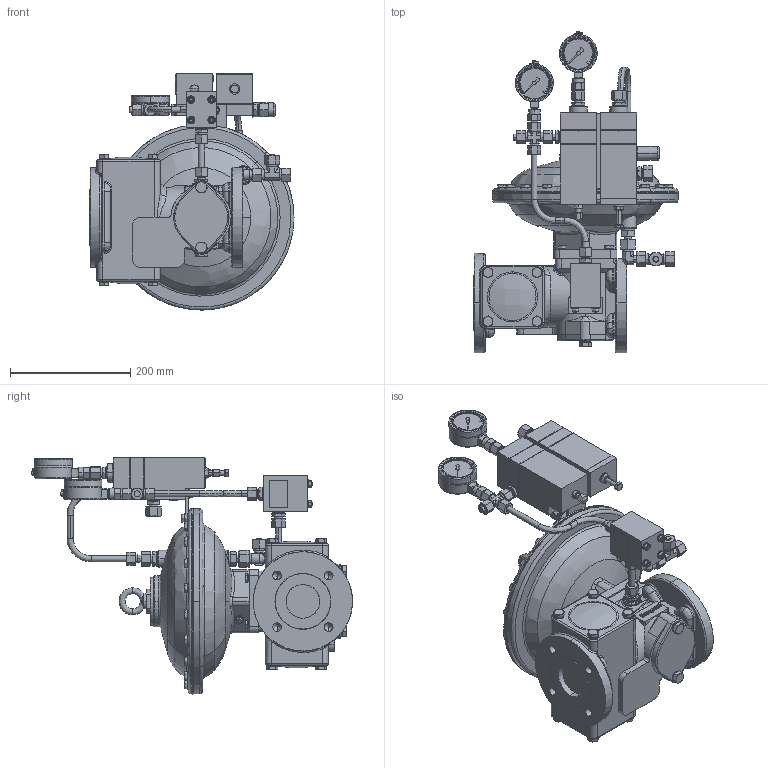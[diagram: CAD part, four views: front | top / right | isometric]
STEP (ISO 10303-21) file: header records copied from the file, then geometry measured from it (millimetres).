
FILE_DESCRIPTION (( 'STEP AP214' ), '1' );
FILE_NAME ('15066720-DN50-PN16-HON650-2-o-SAV.STEP', '2017-03-15T12:49:30', ( '' ), ( '' ), 'SwSTEP 2.0', 'SolidWorks 2015', '' );
FILE_SCHEMA (( 'AUTOMOTIVE_DESIGN' ));
Length unit declared in the file: millimetre
Products named in the file (1): 15066720-DN50-PN16-HON650-2-o-SAV
Bounding box: 339 x 533.5 x 392.28 mm (x, y, z)
Volume: 11911534.3 mm3; surface area: 700073.7 mm2
Topology: 1 solids, 1 shells, 2961 faces, 7410 edges, 4644 vertices
Faces by surface type: plane 1285, cone 768, cylinder 485, bspline 423
Entity records: 154324 total; most frequent: CARTESIAN_POINT 86044, ORIENTED_EDGE 14770, DIRECTION 9094, EDGE_CURVE 7385, VERTEX_POINT 4644, B_SPLINE_CURVE_WITH_KNOTS 3888, EDGE_LOOP 3187, AXIS2_PLACEMENT_3D 3159
